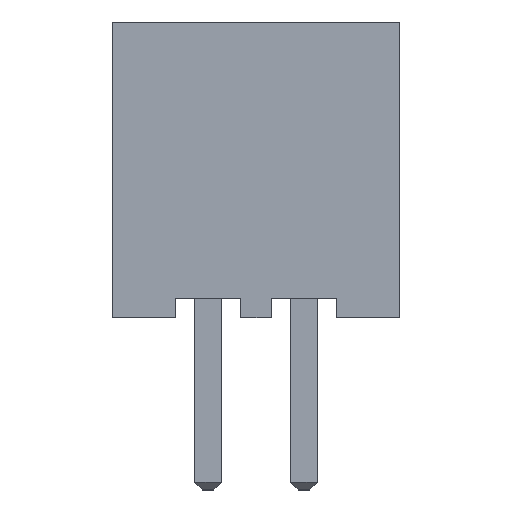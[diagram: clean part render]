
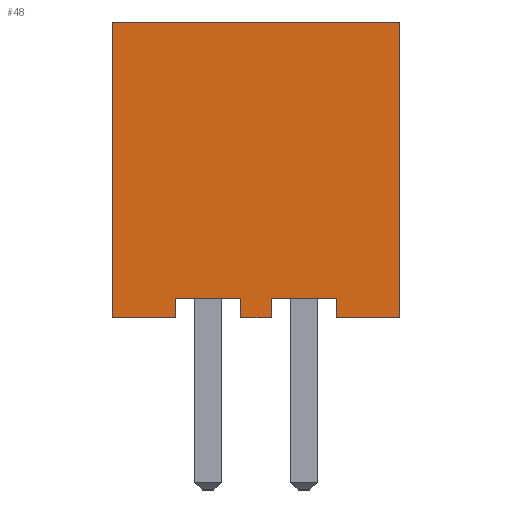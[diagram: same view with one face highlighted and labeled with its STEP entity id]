
A CAD part, top view. The second image highlights one B-rep face of the part: STEP entity #48.
In plain terms, the highlighted planar face has unit normal (0, 0, 1).
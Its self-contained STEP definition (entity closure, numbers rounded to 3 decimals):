
#48 = ADVANCED_FACE ( 'NONE', ( #623 ), #1040, .F. ) ;
#319 = ORIENTED_EDGE ( 'NONE', *, *, #1881, .F. ) ;
#320 = ORIENTED_EDGE ( 'NONE', *, *, #1882, .T. ) ;
#321 = ORIENTED_EDGE ( 'NONE', *, *, #1852, .T. ) ;
#322 = ORIENTED_EDGE ( 'NONE', *, *, #1883, .F. ) ;
#323 = ORIENTED_EDGE ( 'NONE', *, *, #1741, .F. ) ;
#324 = ORIENTED_EDGE ( 'NONE', *, *, #1742, .T. ) ;
#325 = ORIENTED_EDGE ( 'NONE', *, *, #1843, .T. ) ;
#326 = ORIENTED_EDGE ( 'NONE', *, *, #1743, .F. ) ;
#327 = ORIENTED_EDGE ( 'NONE', *, *, #1744, .F. ) ;
#328 = ORIENTED_EDGE ( 'NONE', *, *, #1878, .T. ) ;
#329 = ORIENTED_EDGE ( 'NONE', *, *, #1745, .T. ) ;
#330 = ORIENTED_EDGE ( 'NONE', *, *, #1746, .F. ) ;
#474 = VERTEX_POINT ( 'NONE', #1317 ) ;
#476 = VERTEX_POINT ( 'NONE', #1319 ) ;
#484 = VERTEX_POINT ( 'NONE', #1327 ) ;
#489 = VERTEX_POINT ( 'NONE', #1332 ) ;
#490 = VERTEX_POINT ( 'NONE', #1333 ) ;
#498 = VERTEX_POINT ( 'NONE', #1341 ) ;
#508 = VERTEX_POINT ( 'NONE', #1351 ) ;
#521 = VERTEX_POINT ( 'NONE', #1364 ) ;
#523 = VERTEX_POINT ( 'NONE', #1366 ) ;
#535 = VERTEX_POINT ( 'NONE', #1378 ) ;
#538 = VERTEX_POINT ( 'NONE', #1381 ) ;
#550 = VERTEX_POINT ( 'NONE', #1393 ) ;
#596 = EDGE_LOOP ( 'NONE', ( #319, #320, #321, #322, #323, #324, #325, #326, #327, #328, #329, #330 ) ) ;
#623 = FACE_OUTER_BOUND ( 'NONE', #596, .T. ) ;
#786 = LINE ( 'NONE', #1440, #791 ) ;
#788 = LINE ( 'NONE', #1441, #793 ) ;
#790 = LINE ( 'NONE', #1439, #795 ) ;
#791 = VECTOR ( 'NONE', #1438, 1000. ) ;
#793 = VECTOR ( 'NONE', #1443, 1000. ) ;
#794 = LINE ( 'NONE', #1445, #797 ) ;
#795 = VECTOR ( 'NONE', #1444, 1000. ) ;
#796 = LINE ( 'NONE', #1447, #799 ) ;
#797 = VECTOR ( 'NONE', #1446, 1000. ) ;
#798 = LINE ( 'NONE', #1449, #801 ) ;
#799 = VECTOR ( 'NONE', #1448, 1000. ) ;
#801 = VECTOR ( 'NONE', #1450, 1000. ) ;
#896 = LINE ( 'NONE', #1541, #905 ) ;
#905 = VECTOR ( 'NONE', #1554, 1000. ) ;
#920 = LINE ( 'NONE', #1571, #923 ) ;
#923 = VECTOR ( 'NONE', #1572, 1000. ) ;
#942 = LINE ( 'NONE', #1593, #945 ) ;
#945 = VECTOR ( 'NONE', #1594, 1000. ) ;
#948 = LINE ( 'NONE', #1599, #951 ) ;
#950 = LINE ( 'NONE', #1601, #953 ) ;
#951 = VECTOR ( 'NONE', #1600, 1000. ) ;
#952 = LINE ( 'NONE', #1603, #955 ) ;
#953 = VECTOR ( 'NONE', #1602, 1000. ) ;
#955 = VECTOR ( 'NONE', #1604, 1000. ) ;
#1033 = CARTESIAN_POINT ( 'NONE',  ( 3.75, 7.7, 2.85 ) ) ;
#1040 = PLANE ( 'NONE',  #1865 ) ;
#1042 = DIRECTION ( 'NONE',  ( 0., 0., -1. ) ) ;
#1043 = DIRECTION ( 'NONE',  ( -1., 0., 0. ) ) ;
#1317 = CARTESIAN_POINT ( 'NONE',  ( 3.75, 0., 2.85 ) ) ;
#1319 = CARTESIAN_POINT ( 'NONE',  ( 0.4, 0., 2.85 ) ) ;
#1327 = CARTESIAN_POINT ( 'NONE',  ( -2.1, 0., 2.85 ) ) ;
#1332 = CARTESIAN_POINT ( 'NONE',  ( -2.1, 0.5, 2.85 ) ) ;
#1333 = CARTESIAN_POINT ( 'NONE',  ( -3.75, 0., 2.85 ) ) ;
#1341 = CARTESIAN_POINT ( 'NONE',  ( 2.1, 0.5, 2.85 ) ) ;
#1351 = CARTESIAN_POINT ( 'NONE',  ( 3.75, 7.7, 2.85 ) ) ;
#1364 = CARTESIAN_POINT ( 'NONE',  ( 2.1, 0., 2.85 ) ) ;
#1366 = CARTESIAN_POINT ( 'NONE',  ( 0.4, 0.5, 2.85 ) ) ;
#1378 = CARTESIAN_POINT ( 'NONE',  ( -3.75, 7.7, 2.85 ) ) ;
#1381 = CARTESIAN_POINT ( 'NONE',  ( -0.4, 0.5, 2.85 ) ) ;
#1393 = CARTESIAN_POINT ( 'NONE',  ( -0.4, 0., 2.85 ) ) ;
#1438 = DIRECTION ( 'NONE',  ( -1., 0., 0. ) ) ;
#1439 = CARTESIAN_POINT ( 'NONE',  ( 3.75, 7.7, 2.85 ) ) ;
#1440 = CARTESIAN_POINT ( 'NONE',  ( 0.4, 0.5, 2.85 ) ) ;
#1441 = CARTESIAN_POINT ( 'NONE',  ( 2.1, 0.5, 2.85 ) ) ;
#1443 = DIRECTION ( 'NONE',  ( 0., -1., 0. ) ) ;
#1444 = DIRECTION ( 'NONE',  ( 0., -1., 0. ) ) ;
#1445 = CARTESIAN_POINT ( 'NONE',  ( 3.75, 7.7, 2.85 ) ) ;
#1446 = DIRECTION ( 'NONE',  ( 1., 0., 0. ) ) ;
#1447 = CARTESIAN_POINT ( 'NONE',  ( 3.75, 0., 2.85 ) ) ;
#1448 = DIRECTION ( 'NONE',  ( 1., 0., 0. ) ) ;
#1449 = CARTESIAN_POINT ( 'NONE',  ( -2.1, 0.5, 2.85 ) ) ;
#1450 = DIRECTION ( 'NONE',  ( 0., -1., 0. ) ) ;
#1541 = CARTESIAN_POINT ( 'NONE',  ( 3.75, 0., 2.85 ) ) ;
#1554 = DIRECTION ( 'NONE',  ( 1., 0., 0. ) ) ;
#1571 = CARTESIAN_POINT ( 'NONE',  ( 3.75, 0., 2.85 ) ) ;
#1572 = DIRECTION ( 'NONE',  ( 1., 0., 0. ) ) ;
#1593 = CARTESIAN_POINT ( 'NONE',  ( -3.75, 7.7, 2.85 ) ) ;
#1594 = DIRECTION ( 'NONE',  ( 0., -1., 0. ) ) ;
#1599 = CARTESIAN_POINT ( 'NONE',  ( -2.1, 0.5, 2.85 ) ) ;
#1600 = DIRECTION ( 'NONE',  ( -1., 0., 0. ) ) ;
#1601 = CARTESIAN_POINT ( 'NONE',  ( -0.4, 0.5, 2.85 ) ) ;
#1602 = DIRECTION ( 'NONE',  ( 0., -1., 0. ) ) ;
#1603 = CARTESIAN_POINT ( 'NONE',  ( 0.4, 0.5, 2.85 ) ) ;
#1604 = DIRECTION ( 'NONE',  ( 0., -1., 0. ) ) ;
#1741 = EDGE_CURVE ( 'NONE', #498, #523, #786, .T. ) ;
#1742 = EDGE_CURVE ( 'NONE', #498, #521, #788, .T. ) ;
#1743 = EDGE_CURVE ( 'NONE', #508, #474, #790, .T. ) ;
#1744 = EDGE_CURVE ( 'NONE', #535, #508, #794, .T. ) ;
#1745 = EDGE_CURVE ( 'NONE', #490, #484, #796, .T. ) ;
#1746 = EDGE_CURVE ( 'NONE', #489, #484, #798, .T. ) ;
#1843 = EDGE_CURVE ( 'NONE', #521, #474, #896, .T. ) ;
#1852 = EDGE_CURVE ( 'NONE', #550, #476, #920, .T. ) ;
#1865 = AXIS2_PLACEMENT_3D ( 'NONE', #1033, #1042, #1043 ) ;
#1878 = EDGE_CURVE ( 'NONE', #535, #490, #942, .T. ) ;
#1881 = EDGE_CURVE ( 'NONE', #538, #489, #948, .T. ) ;
#1882 = EDGE_CURVE ( 'NONE', #538, #550, #950, .T. ) ;
#1883 = EDGE_CURVE ( 'NONE', #523, #476, #952, .T. ) ;
